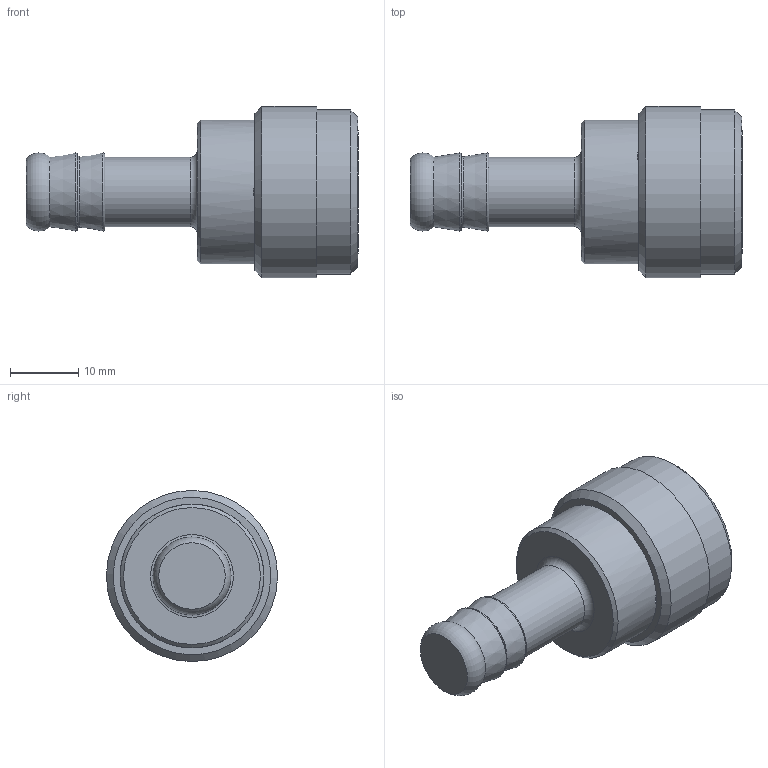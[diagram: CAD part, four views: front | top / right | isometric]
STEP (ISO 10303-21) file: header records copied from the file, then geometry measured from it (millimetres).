
FILE_DESCRIPTION((''),'2;1');
FILE_NAME('41kftf10mpn.stp','2013-11-06T14:04:38',('IA176480'),(''),'Autodesk Inventor 2013','Autodesk Inventor 2013','');
FILE_SCHEMA(('AUTOMOTIVE_DESIGN { 1 0 10303 214 1 1 1 1 }'));
Length unit declared in the file: millimetre
Products named in the file (1): D108328
Bounding box: 48.5 x 24.99 x 24.99 mm (x, y, z)
Volume: 10986.9 mm3; surface area: 5516.6 mm2
Topology: 2 solids, 2 shells, 52 faces, 114 edges, 68 vertices
Faces by surface type: cylinder 20, cone 13, plane 13, torus 5, bspline 1
Full cylindrical faces by diameter (mm): 10.1 x1, 17.5 x1, 18.5 x2, 18.6 x1, 20.5 x1, 21 x2, 23.3 x1, 24 x1, 25 x1
Entity records: 1665 total; most frequent: CARTESIAN_POINT 618, DIRECTION 204, ORIENTED_EDGE 154, AXIS2_PLACEMENT_3D 102, EDGE_LOOP 90, EDGE_CURVE 77, VERTEX_POINT 59, FACE_OUTER_BOUND 52
